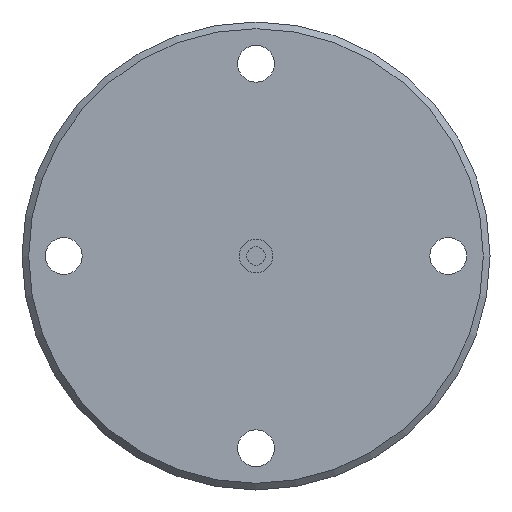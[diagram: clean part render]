
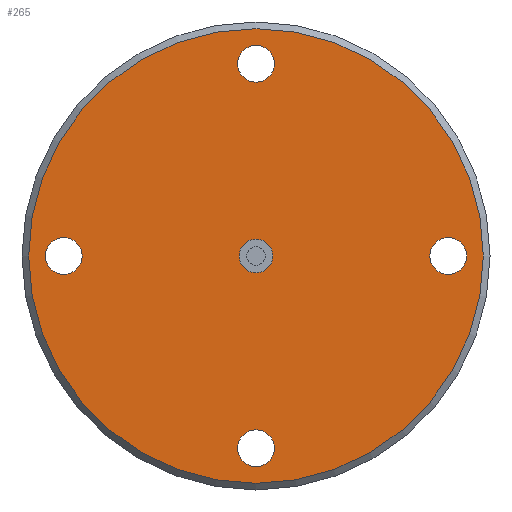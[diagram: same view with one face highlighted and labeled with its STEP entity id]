
A CAD part, front view. The second image highlights one B-rep face of the part: STEP entity #265.
In plain terms, the highlighted planar face has unit normal (0, -1, 0).
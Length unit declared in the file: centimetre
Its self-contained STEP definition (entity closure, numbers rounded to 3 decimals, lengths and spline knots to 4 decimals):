
#26=PLANE('',#292);
#33=FACE_BOUND('',#83,.T.);
#34=FACE_BOUND('',#84,.T.);
#35=FACE_BOUND('',#85,.T.);
#36=FACE_BOUND('',#86,.T.);
#37=FACE_BOUND('',#87,.T.);
#60=FACE_OUTER_BOUND('',#82,.T.);
#82=EDGE_LOOP('',(#197));
#83=EDGE_LOOP('',(#198));
#84=EDGE_LOOP('',(#199));
#85=EDGE_LOOP('',(#200));
#86=EDGE_LOOP('',(#201));
#87=EDGE_LOOP('',(#202));
#127=CIRCLE('',#291,6.8);
#128=CIRCLE('',#293,0.505);
#129=CIRCLE('',#294,0.55);
#130=CIRCLE('',#295,0.55);
#131=CIRCLE('',#296,0.55);
#132=CIRCLE('',#297,0.55);
#150=VERTEX_POINT('',#427);
#151=VERTEX_POINT('',#430);
#152=VERTEX_POINT('',#432);
#153=VERTEX_POINT('',#434);
#154=VERTEX_POINT('',#436);
#155=VERTEX_POINT('',#438);
#173=EDGE_CURVE('',#150,#150,#127,.T.);
#174=EDGE_CURVE('',#151,#151,#128,.T.);
#175=EDGE_CURVE('',#152,#152,#129,.T.);
#176=EDGE_CURVE('',#153,#153,#130,.T.);
#177=EDGE_CURVE('',#154,#154,#131,.T.);
#178=EDGE_CURVE('',#155,#155,#132,.T.);
#197=ORIENTED_EDGE('',*,*,#173,.F.);
#198=ORIENTED_EDGE('',*,*,#174,.F.);
#199=ORIENTED_EDGE('',*,*,#175,.T.);
#200=ORIENTED_EDGE('',*,*,#176,.T.);
#201=ORIENTED_EDGE('',*,*,#177,.T.);
#202=ORIENTED_EDGE('',*,*,#178,.T.);
#265=ADVANCED_FACE('',(#60,#33,#34,#35,#36,#37),#26,.T.);
#291=AXIS2_PLACEMENT_3D('',#428,#343,#344);
#292=AXIS2_PLACEMENT_3D('',#429,#345,#346);
#293=AXIS2_PLACEMENT_3D('',#431,#347,#348);
#294=AXIS2_PLACEMENT_3D('',#433,#349,#350);
#295=AXIS2_PLACEMENT_3D('',#435,#351,#352);
#296=AXIS2_PLACEMENT_3D('',#437,#353,#354);
#297=AXIS2_PLACEMENT_3D('',#439,#355,#356);
#343=DIRECTION('center_axis',(0.,1.,0.));
#344=DIRECTION('ref_axis',(-1.,0.,0.));
#345=DIRECTION('center_axis',(0.,-1.,0.));
#346=DIRECTION('ref_axis',(0.,0.,-1.));
#347=DIRECTION('center_axis',(0.,-1.,0.));
#348=DIRECTION('ref_axis',(1.,0.,0.));
#349=DIRECTION('center_axis',(0.,1.,0.));
#350=DIRECTION('ref_axis',(1.,0.,0.));
#351=DIRECTION('center_axis',(0.,1.,0.));
#352=DIRECTION('ref_axis',(1.,0.,0.));
#353=DIRECTION('center_axis',(0.,1.,0.));
#354=DIRECTION('ref_axis',(1.,0.,0.));
#355=DIRECTION('center_axis',(0.,1.,0.));
#356=DIRECTION('ref_axis',(1.,0.,0.));
#427=CARTESIAN_POINT('',(6.8,0.,0.));
#428=CARTESIAN_POINT('Origin',(0.,0.,0.));
#429=CARTESIAN_POINT('Origin',(3.7525,0.,0.));
#430=CARTESIAN_POINT('',(0.505,0.,0.));
#431=CARTESIAN_POINT('Origin',(0.,0.,0.));
#432=CARTESIAN_POINT('',(0.55,0.,-5.75));
#433=CARTESIAN_POINT('Origin',(0.,0.,-5.75));
#434=CARTESIAN_POINT('',(-5.2,0.,0.));
#435=CARTESIAN_POINT('Origin',(-5.75,0.,0.));
#436=CARTESIAN_POINT('',(0.55,0.,5.75));
#437=CARTESIAN_POINT('Origin',(0.,0.,5.75));
#438=CARTESIAN_POINT('',(6.3,0.,0.));
#439=CARTESIAN_POINT('Origin',(5.75,0.,0.));
